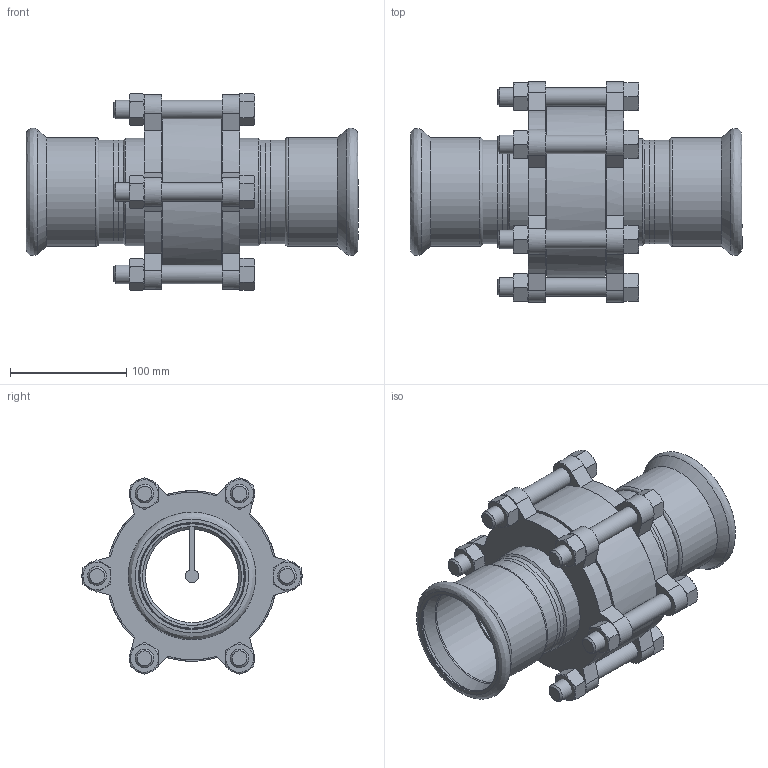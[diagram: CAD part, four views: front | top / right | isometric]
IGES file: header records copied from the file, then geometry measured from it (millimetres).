
Global section: file name: 92148; native system: Autodesk Inventor 2018; preprocessor: unknown; author: bruh; date: 20190309.193142; units: millimetre
Bounding box: 285 x 189.19 x 169.05 mm (x, y, z)
Volume: 1383962.9 mm3; surface area: 298760.9 mm2
Topology: 15 solids, 15 shells, 362 faces, 850 edges, 532 vertices
Faces by surface type: bspline 362
